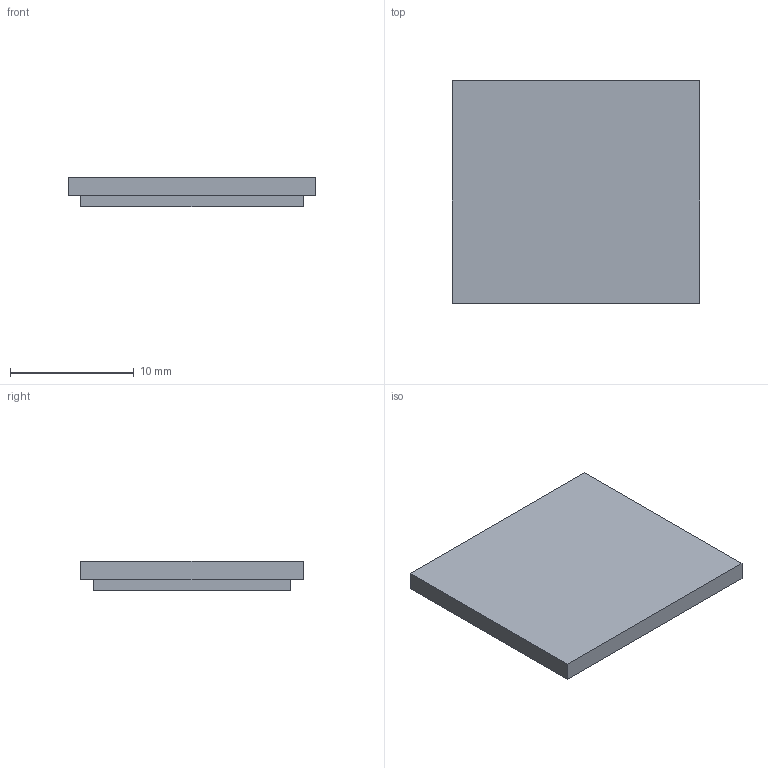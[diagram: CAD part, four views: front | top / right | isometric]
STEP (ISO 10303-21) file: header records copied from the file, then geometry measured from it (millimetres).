
FILE_DESCRIPTION( ( 'Unknown' ), '1' );
FILE_NAME( '74274129.stp', 'Unknown', ( 'Unknown' ), ( 'Unknown' ), 'XStep 1.0', 'Unknown', ' ' );
FILE_SCHEMA( ( 'automotive_design' ) );
Length unit declared in the file: millimetre
Products named in the file (3): Assem1; 7427412; Tape
Bounding box: 20 x 18 x 2.4 mm (x, y, z)
Surface area: 2942.4 mm2
Topology: 4 solids, 4 shells, 24 faces, 48 edges, 32 vertices
Faces by surface type: plane 24
Entity records: 408 total; most frequent: CARTESIAN_POINT 55, DIRECTION 54, ORIENTED_EDGE 48, EDGE_CURVE 24, LINE 24, VECTOR 24, VERTEX_POINT 16, AXIS2_PLACEMENT_3D 15
